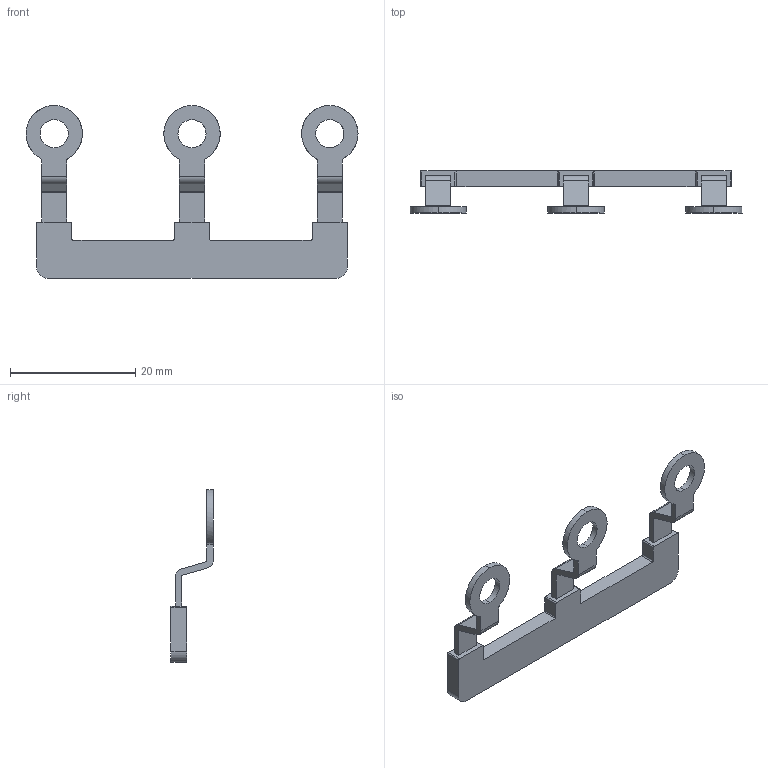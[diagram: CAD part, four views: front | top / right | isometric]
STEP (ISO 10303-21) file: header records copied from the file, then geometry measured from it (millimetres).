
FILE_DESCRIPTION(('CATIA V5 STEP Exchange','CAx-IF Rec.Pracs.--- Model Styling and Organization---1.4--- 2014-01-23'),'2;1');
FILE_NAME ('D1463471_0', '2020-07-28T05:32:29+00:00', ('none'), ('Weidmueller'), 'CATIA Version 5-6 Release 2016 SP3 HF44', 'CATIA V5 STEP AP214', 'none');
FILE_SCHEMA(('AUTOMOTIVE_DESIGN { 1 0 10303 214 1 1 1 1 }'));
Length unit declared in the file: millimetre
Products named in the file (1): 2615170000
Bounding box: 53 x 6.75 x 27.6 mm (x, y, z)
Volume: 1176.3 mm3; surface area: 1826.6 mm2
Topology: 4 solids, 4 shells, 83 faces, 231 edges, 156 vertices
Faces by surface type: cylinder 42, plane 41
Entity records: 2726 total; most frequent: CARTESIAN_POINT 576, ORIENTED_EDGE 462, DIRECTION 379, EDGE_CURVE 231, VERTEX_POINT 156, AXIS2_PLACEMENT_3D 153, VECTOR 147, LINE 147
